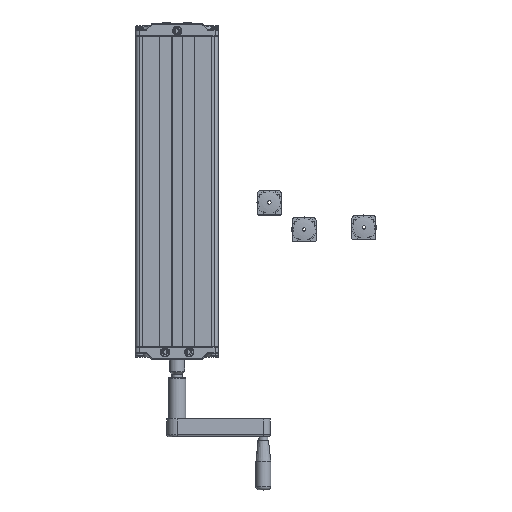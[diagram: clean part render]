
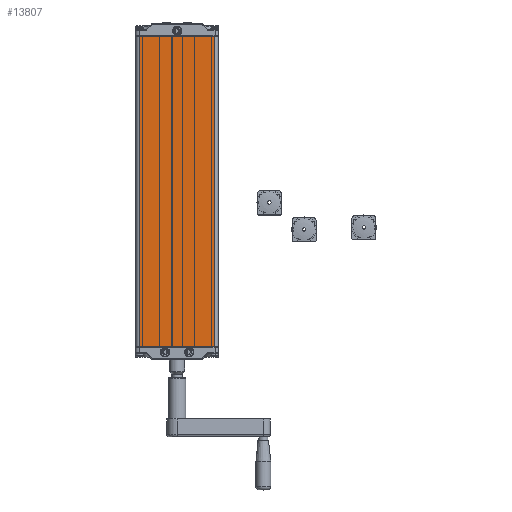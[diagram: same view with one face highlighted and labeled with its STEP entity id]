
A CAD part, top view. The second image highlights one B-rep face of the part: STEP entity #13807.
In plain terms, the highlighted planar face has unit normal (0, 0, 1).
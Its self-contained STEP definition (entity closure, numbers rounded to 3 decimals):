
#866=PLANE('',#15159);
#1169=FACE_OUTER_BOUND('',#2034,.T.);
#2034=EDGE_LOOP('',(#9396,#9397,#9398,#9399));
#3020=LINE('',#21865,#4002);
#3021=LINE('',#21867,#4003);
#3022=LINE('',#21869,#4004);
#3023=LINE('',#21870,#4005);
#4002=VECTOR('',#17111,449.5);
#4003=VECTOR('',#17112,108.);
#4004=VECTOR('',#17113,449.5);
#4005=VECTOR('',#17114,108.);
#5968=VERTEX_POINT('',#21863);
#5969=VERTEX_POINT('',#21864);
#5970=VERTEX_POINT('',#21866);
#5971=VERTEX_POINT('',#21868);
#7274=EDGE_CURVE('',#5968,#5969,#3020,.F.);
#7275=EDGE_CURVE('',#5969,#5970,#3021,.T.);
#7276=EDGE_CURVE('',#5970,#5971,#3022,.T.);
#7277=EDGE_CURVE('',#5971,#5968,#3023,.F.);
#9396=ORIENTED_EDGE('',*,*,#7274,.T.);
#9397=ORIENTED_EDGE('',*,*,#7275,.T.);
#9398=ORIENTED_EDGE('',*,*,#7276,.T.);
#9399=ORIENTED_EDGE('',*,*,#7277,.T.);
#13807=ADVANCED_FACE('',(#1169),#866,.T.);
#15159=AXIS2_PLACEMENT_3D('',#21862,#17109,#17110);
#17109=DIRECTION('center_axis',(0.,0.,1.));
#17110=DIRECTION('ref_axis',(1.,0.,0.));
#17111=DIRECTION('',(0.,-1.,0.));
#17112=DIRECTION('',(-1.,0.,0.));
#17113=DIRECTION('',(0.,-1.,0.));
#17114=DIRECTION('',(-1.,0.,0.));
#21862=CARTESIAN_POINT('Origin',(60.,450.5,30.));
#21863=CARTESIAN_POINT('',(54.,0.5,30.));
#21864=CARTESIAN_POINT('',(54.,450.,30.));
#21865=CARTESIAN_POINT('',(54.,450.,30.));
#21866=CARTESIAN_POINT('',(-54.,450.,30.));
#21867=CARTESIAN_POINT('',(54.,450.,30.));
#21868=CARTESIAN_POINT('',(-54.,0.5,30.));
#21869=CARTESIAN_POINT('',(-54.,450.,30.));
#21870=CARTESIAN_POINT('',(54.,0.5,30.));
